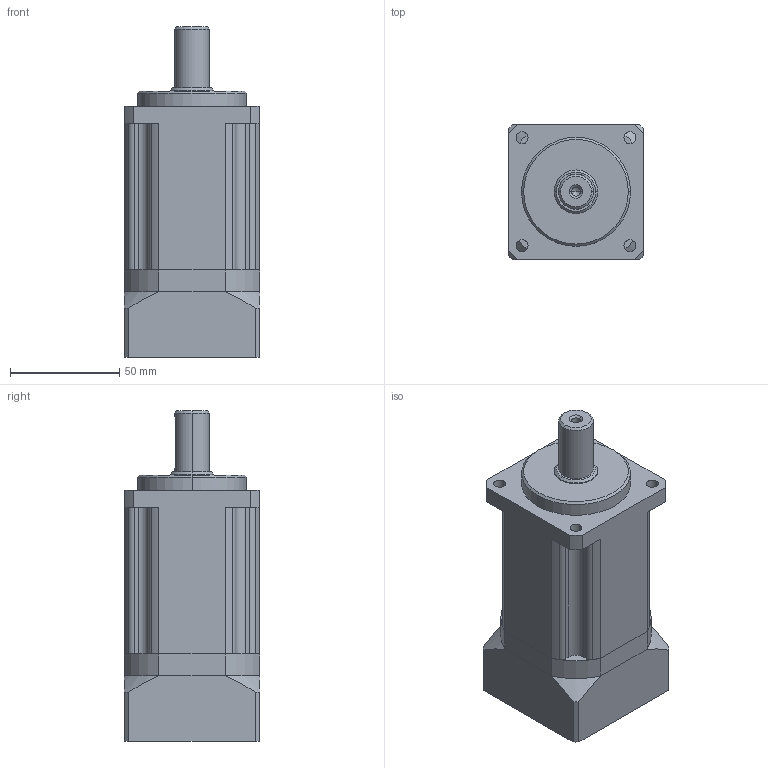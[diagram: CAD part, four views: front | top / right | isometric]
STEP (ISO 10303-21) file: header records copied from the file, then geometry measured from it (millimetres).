
FILE_DESCRIPTION((''),'2;1');
FILE_NAME('AB60-S2-L2_ASM','2022-06-06T11:01:34',('Administrator'),(''),'CREO PARAMETRIC BY PTC INC, 2019010','CREO PARAMETRIC BY PTC INC, 2019010','');
FILE_SCHEMA(('CONFIG_CONTROL_DESIGN'));
Length unit declared in the file: millimetre
Products named in the file (5): 5_1_200; _12_1_0001; __1_1_20001; AB60-S2-L2_1_ASM; AB60-S2-L2_ASM
Assembly tree (4 placements, depth 3):
  AB60-S2-L2_ASM
    AB60-S2-L2_1_ASM
      5_1_200
      _12_1_0001
      __1_1_20001
Bounding box: 62 x 62 x 151.5 mm (x, y, z)
Volume: 390005.4 mm3; surface area: 58610.6 mm2
Topology: 3 solids, 3 shells, 204 faces, 512 edges, 328 vertices
Faces by surface type: cylinder 85, plane 83, cone 28, torus 8
Entity records: 6294 total; most frequent: CARTESIAN_POINT 1134, DIRECTION 1128, ORIENTED_EDGE 1004, EDGE_CURVE 502, AXIS2_PLACEMENT_3D 427, VERTEX_POINT 328, VECTOR 274, LINE 274
